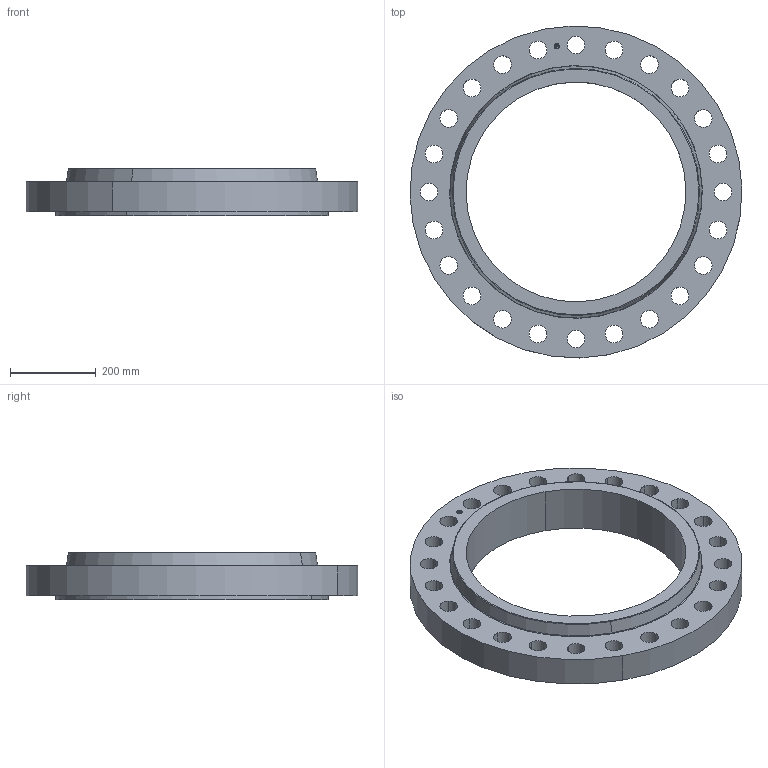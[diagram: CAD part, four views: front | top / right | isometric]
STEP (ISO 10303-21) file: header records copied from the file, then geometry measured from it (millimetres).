
FILE_DESCRIPTION(('3D STEP'),'2;1');
FILE_NAME('20-400-SLIP-ON-RTJ-FLANGE.stp','2013-01-27T18:41:09+00:00',('Texas Flange'),(''),'CATIA Version 5 Release 20 SP 6 (IN-10)','CATIA V5 STEP AP214','800-826-3801');
FILE_SCHEMA(('AUTOMOTIVE_DESIGN { 1 0 10303 214 1 1 1 1 }'));
Length unit declared in the file: inch
Products named in the file (1): 20-400-SLIP-ON-RTJ-FLANGE
Bounding box: 774.48 x 774.48 x 111.12 mm (x, y, z)
Volume: 19008290.4 mm3; surface area: 1119630.1 mm2
Topology: 1 solids, 1 shells, 459 faces, 1300 edges, 864 vertices
Faces by surface type: plane 371, cylinder 74, torus 8, cone 6
Entity records: 16957 total; most frequent: ORIENTED_EDGE 2600, CARTESIAN_POINT 2554, DIRECTION 2078, EDGE_CURVE 1300, VECTOR 1124, LINE 1124, VERTEX_POINT 864, AXIS2_PLACEMENT_3D 566
